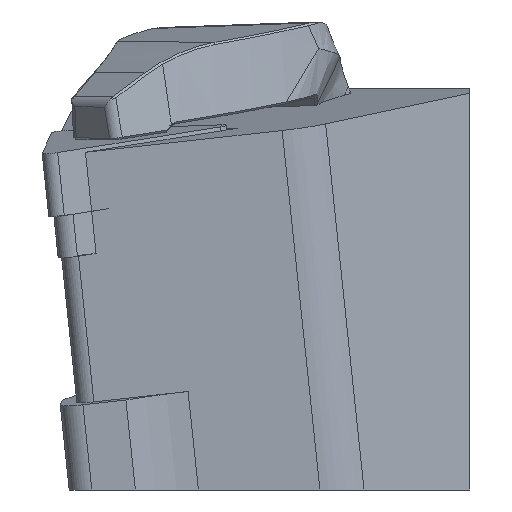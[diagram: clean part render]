
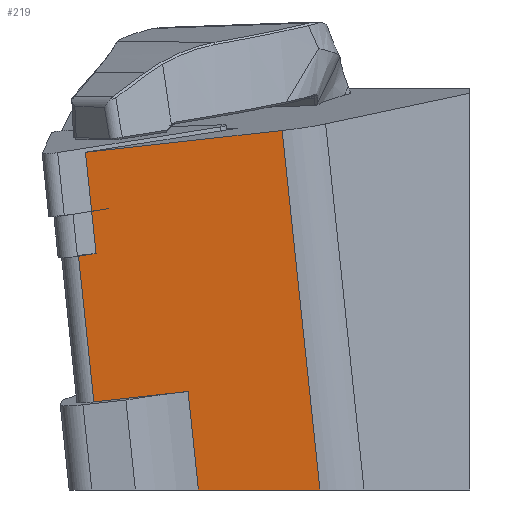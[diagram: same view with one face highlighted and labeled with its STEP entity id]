
A CAD part, left-side view. The second image highlights one B-rep face of the part: STEP entity #219.
In plain terms, the highlighted planar face has unit normal (-0.993, -0.063, -0.098).
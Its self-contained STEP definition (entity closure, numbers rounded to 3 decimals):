
#219=ADVANCED_FACE('',(#399),#338,.T.);
#338=PLANE('',#2099);
#399=FACE_OUTER_BOUND('',#518,.T.);
#518=EDGE_LOOP('',(#991,#992,#993,#994,#995,#996,#997,#998,#999));
#648=LINE('',#2781,#804);
#668=LINE('',#2822,#824);
#669=LINE('',#2825,#825);
#670=LINE('',#2827,#826);
#671=LINE('',#2829,#827);
#672=LINE('',#2831,#828);
#673=LINE('',#2833,#829);
#674=LINE('',#2834,#830);
#675=LINE('',#2836,#831);
#804=VECTOR('',#2271,1.);
#824=VECTOR('',#2299,1.);
#825=VECTOR('',#2300,1.);
#826=VECTOR('',#2301,1.);
#827=VECTOR('',#2302,1.);
#828=VECTOR('',#2303,1.);
#829=VECTOR('',#2304,1.);
#830=VECTOR('',#2305,1.);
#831=VECTOR('',#2306,1.);
#991=ORIENTED_EDGE('',*,*,#1786,.T.);
#992=ORIENTED_EDGE('',*,*,#1787,.F.);
#993=ORIENTED_EDGE('',*,*,#1788,.F.);
#994=ORIENTED_EDGE('',*,*,#1789,.F.);
#995=ORIENTED_EDGE('',*,*,#1790,.F.);
#996=ORIENTED_EDGE('',*,*,#1791,.T.);
#997=ORIENTED_EDGE('',*,*,#1765,.T.);
#998=ORIENTED_EDGE('',*,*,#1792,.T.);
#999=ORIENTED_EDGE('',*,*,#1793,.T.);
#1573=VERTEX_POINT('',#2780);
#1574=VERTEX_POINT('',#2782);
#1591=VERTEX_POINT('',#2823);
#1592=VERTEX_POINT('',#2824);
#1593=VERTEX_POINT('',#2826);
#1594=VERTEX_POINT('',#2828);
#1595=VERTEX_POINT('',#2830);
#1596=VERTEX_POINT('',#2832);
#1597=VERTEX_POINT('',#2835);
#1765=EDGE_CURVE('',#1574,#1573,#648,.T.);
#1786=EDGE_CURVE('',#1591,#1592,#668,.T.);
#1787=EDGE_CURVE('',#1593,#1592,#669,.T.);
#1788=EDGE_CURVE('',#1594,#1593,#670,.T.);
#1789=EDGE_CURVE('',#1595,#1594,#671,.T.);
#1790=EDGE_CURVE('',#1596,#1595,#672,.T.);
#1791=EDGE_CURVE('',#1596,#1574,#673,.T.);
#1792=EDGE_CURVE('',#1573,#1597,#674,.T.);
#1793=EDGE_CURVE('',#1597,#1591,#675,.T.);
#2099=AXIS2_PLACEMENT_3D('',#2837,#2307,#2308);
#2271=DIRECTION('',(-0.052,0.993,-0.11));
#2299=DIRECTION('',(-0.052,0.993,-0.11));
#2300=DIRECTION('',(-0.105,0.104,0.989));
#2301=DIRECTION('',(-0.052,0.993,-0.11));
#2302=DIRECTION('',(-0.105,0.104,0.989));
#2303=DIRECTION('',(-0.063,0.998,0.));
#2304=DIRECTION('',(-0.105,0.104,0.989));
#2305=DIRECTION('',(0.105,-0.104,-0.989));
#2306=DIRECTION('',(0.105,-0.104,-0.989));
#2307=DIRECTION('',(-0.993,-0.063,-0.098));
#2308=DIRECTION('',(-0.099,0.,0.995));
#2780=CARTESIAN_POINT('',(1.663,28.697,0.22));
#2781=CARTESIAN_POINT('',(-1.054,80.498,-5.512));
#2782=CARTESIAN_POINT('',(2.433,14.011,1.844));
#2822=CARTESIAN_POINT('',(2.467,27.799,-7.325));
#2823=CARTESIAN_POINT('',(2.461,27.903,-7.337));
#2824=CARTESIAN_POINT('',(2.392,29.223,-7.483));
#2825=CARTESIAN_POINT('',(3.548,28.074,-18.422));
#2826=CARTESIAN_POINT('',(3.548,28.074,-18.422));
#2827=CARTESIAN_POINT('',(4.387,12.067,-16.651));
#2828=CARTESIAN_POINT('',(3.917,21.038,-17.644));
#2829=CARTESIAN_POINT('',(-1.31,26.235,31.81));
#2830=CARTESIAN_POINT('',(4.694,20.265,-25.));
#2831=CARTESIAN_POINT('',(4.862,17.626,-25.));
#2832=CARTESIAN_POINT('',(5.27,11.189,-25.));
#2833=CARTESIAN_POINT('',(4.387,12.067,-16.651));
#2834=CARTESIAN_POINT('',(2.461,27.903,-7.337));
#2835=CARTESIAN_POINT('',(2.129,28.233,-4.192));
#2836=CARTESIAN_POINT('',(2.461,27.903,-7.337));
#2837=CARTESIAN_POINT('',(4.387,12.067,-16.651));
